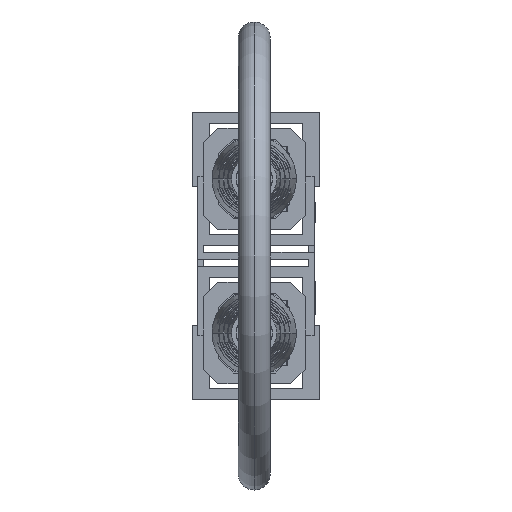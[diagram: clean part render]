
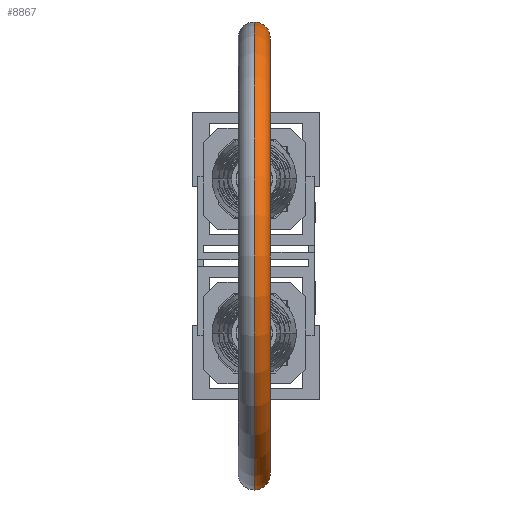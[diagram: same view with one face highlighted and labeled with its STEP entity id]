
A CAD part, front view. The second image highlights one B-rep face of the part: STEP entity #8867.
In plain terms, the highlighted toroidal (fillet/blend) face has major radius 19.05 mm and minor radius 1.397 mm.
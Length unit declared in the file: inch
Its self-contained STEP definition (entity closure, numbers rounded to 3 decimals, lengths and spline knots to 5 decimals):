
#26 = AXIS2_PLACEMENT_3D ( 'NONE', #32, #181, #180 ) ;
#27 = CIRCLE ( 'NONE', #26, 0.805 ) ;
#32 = CARTESIAN_POINT ( 'NONE',  ( 2.5, 0., -0.319 ) ) ;
#180 = DIRECTION ( 'NONE',  ( 0., 0., 1. ) ) ;
#181 = DIRECTION ( 'NONE',  ( 0., 1., 0. ) ) ;
#265 = CIRCLE ( 'NONE', #342, 0.055 ) ;
#267 = DIRECTION ( 'NONE',  ( 0., 0., 1. ) ) ;
#268 = DIRECTION ( 'NONE',  ( -1., 0., 0. ) ) ;
#269 = CARTESIAN_POINT ( 'NONE',  ( 2.5, 0., 0.431 ) ) ;
#270 = AXIS2_PLACEMENT_3D ( 'NONE', #269, #268, #267 ) ;
#271 = CIRCLE ( 'NONE', #270, 0.055 ) ;
#339 = DIRECTION ( 'NONE',  ( 0., 0., -1. ) ) ;
#340 = DIRECTION ( 'NONE',  ( 1., 0., 0. ) ) ;
#341 = CARTESIAN_POINT ( 'NONE',  ( 2.5, 0., -1.069 ) ) ;
#342 = AXIS2_PLACEMENT_3D ( 'NONE', #341, #340, #339 ) ;
#8756 = VERTEX_POINT ( 'NONE', #14187 ) ;
#8768 = EDGE_CURVE ( 'NONE', #8756, #8949, #14253, .T. ) ;
#8825 = VERTEX_POINT ( 'NONE', #14380 ) ;
#8867 = ADVANCED_FACE ( 'NONE', ( #14661 ), #14660, .T. ) ;
#8868 = EDGE_LOOP ( 'NONE', ( #8869, #8870, #9159, #9261 ) ) ;
#8869 = ORIENTED_EDGE ( 'NONE', *, *, #9168, .F. ) ;
#8870 = ORIENTED_EDGE ( 'NONE', *, *, #9262, .F. ) ;
#8948 = VERTEX_POINT ( 'NONE', #14634 ) ;
#8949 = VERTEX_POINT ( 'NONE', #14633 ) ;
#9159 = ORIENTED_EDGE ( 'NONE', *, *, #8768, .T. ) ;
#9168 = EDGE_CURVE ( 'NONE', #8825, #8948, #27, .T. ) ;
#9261 = ORIENTED_EDGE ( 'NONE', *, *, #9263, .T. ) ;
#9262 = EDGE_CURVE ( 'NONE', #8756, #8825, #271, .T. ) ;
#9263 = EDGE_CURVE ( 'NONE', #8949, #8948, #265, .T. ) ;
#14187 = CARTESIAN_POINT ( 'NONE',  ( 2.5, 0., 0.376 ) ) ;
#14249 = DIRECTION ( 'NONE',  ( 0., 0., 1. ) ) ;
#14250 = DIRECTION ( 'NONE',  ( 0., 1., 0. ) ) ;
#14251 = CARTESIAN_POINT ( 'NONE',  ( 2.5, 0., -0.319 ) ) ;
#14252 = AXIS2_PLACEMENT_3D ( 'NONE', #14251, #14250, #14249 ) ;
#14253 = CIRCLE ( 'NONE', #14252, 0.695 ) ;
#14380 = CARTESIAN_POINT ( 'NONE',  ( 2.5, 0., 0.486 ) ) ;
#14633 = CARTESIAN_POINT ( 'NONE',  ( 2.5, 0., -1.014 ) ) ;
#14634 = CARTESIAN_POINT ( 'NONE',  ( 2.5, 0., -1.124 ) ) ;
#14659 = AXIS2_PLACEMENT_3D ( 'NONE', #14684, #14683, #14682 ) ;
#14660 = TOROIDAL_SURFACE ( 'NONE', #14659, 0.75, 0.055 ) ;
#14661 = FACE_OUTER_BOUND ( 'NONE', #8868, .T. ) ;
#14682 = DIRECTION ( 'NONE',  ( 0., 0., 1. ) ) ;
#14683 = DIRECTION ( 'NONE',  ( 0., 1., 0. ) ) ;
#14684 = CARTESIAN_POINT ( 'NONE',  ( 2.5, 0., -0.319 ) ) ;
